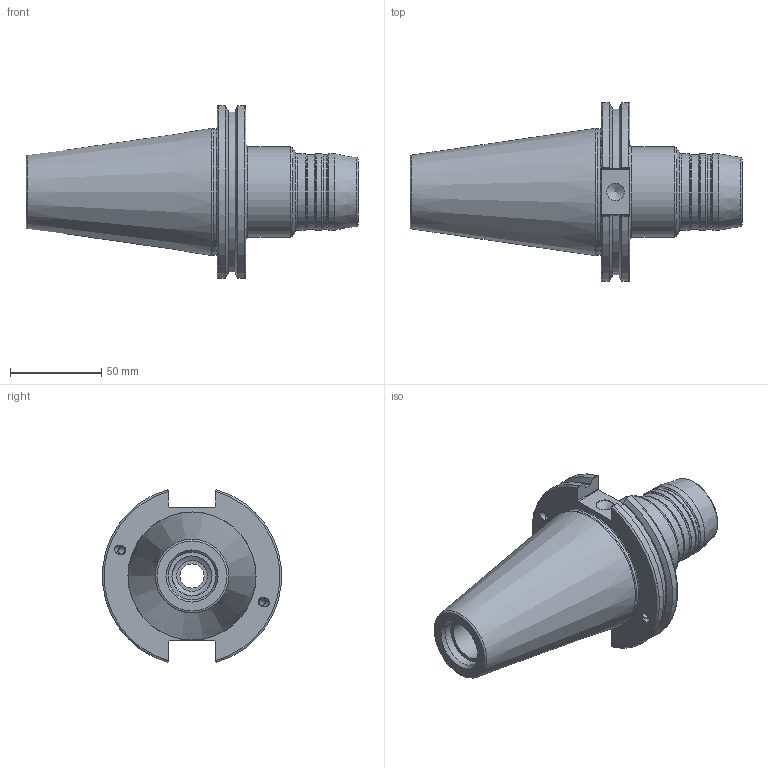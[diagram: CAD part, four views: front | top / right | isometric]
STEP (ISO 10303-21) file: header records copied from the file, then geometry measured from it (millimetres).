
FILE_DESCRIPTION(/* description */ (''),/* implementation_level */ '2;1');
FILE_NAME(/* name */ 'WL102HCR.stp',/* time_stamp */ '2025-03-11T10:35:25+09:00',/* author */ ('YSH'),/* organization */ (''),/* preprocessor_version */ 'ST-DEVELOPER v20',/* originating_system */ 'Autodesk Inventor 2025',/* authorisation */ '');
FILE_SCHEMA (('AUTOMOTIVE_DESIGN { 1 0 10303 214 3 1 1 }'));
Length unit declared in the file: millimetre
Products named in the file (1): LO-CAT50ADB-HCR20-80.5
Bounding box: 182.1 x 98.06 x 94.69 mm (x, y, z)
Volume: 400243.9 mm3; surface area: 57127.2 mm2
Topology: 1 solids, 1 shells, 106 faces, 278 edges, 181 vertices
Faces by surface type: plane 35, cylinder 34, torus 19, cone 18
Full cylindrical faces by diameter (mm): 4.134 x8, 5 x4, 9.525 x1, 13.2 x1, 16.917 x1, 19 x1, 20 x1, 20.4 x1, 21.5 x1, 21.971 x1, 26.2 x1, 41 x2, 42 x3, 49.5 x1, 69.25 x1
Entity records: 3485 total; most frequent: CARTESIAN_POINT 769, DIRECTION 594, ORIENTED_EDGE 550, EDGE_CURVE 275, AXIS2_PLACEMENT_3D 248, VERTEX_POINT 181, EDGE_LOOP 126, CIRCLE 121
